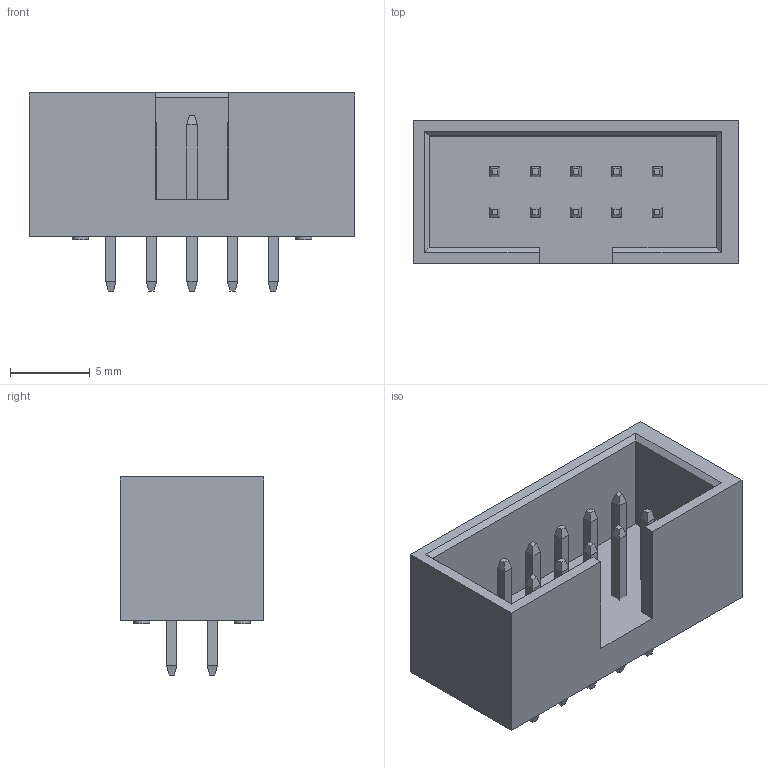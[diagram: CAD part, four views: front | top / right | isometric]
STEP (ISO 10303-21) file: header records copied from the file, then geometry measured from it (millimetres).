
FILE_DESCRIPTION(('FreeCAD Model'),'2;1');
FILE_NAME( 'IDC10.step', '2017-10-29T16:46:45',('Author'),(''), 'Open CASCADE STEP processor 6.8','FreeCAD','Unknown');
FILE_SCHEMA(('AUTOMOTIVE_DESIGN_CC2 { 1 2 10303 214 -1 1 5 4 }'));
Length unit declared in the file: millimetre
Products named in the file (7): ASSEMBLY; pins; Cylinder001; Cylinder002; Cylinder003; Cylinder; Chamfer001
Assembly tree (6 placements, depth 2):
  ASSEMBLY
    pins
    Cylinder001
    Cylinder002
    Cylinder003
    Cylinder
    Chamfer001
Bounding box: 20.4 x 9 x 12.4 mm (x, y, z)
Volume: 825.6 mm3; surface area: 1459.3 mm2
Topology: 15 solids, 15 shells, 171 faces, 339 edges, 198 vertices
Faces by surface type: plane 167, cylinder 4
Full cylindrical faces by diameter (mm): 1 x4
Entity records: 8964 total; most frequent: CARTESIAN_POINT 1402, DIRECTION 1372, LINE 992, VECTOR 992, ORIENTED_EDGE 678, PCURVE 678, DEFINITIONAL_REPRESENTATION 678, EDGE_CURVE 339
